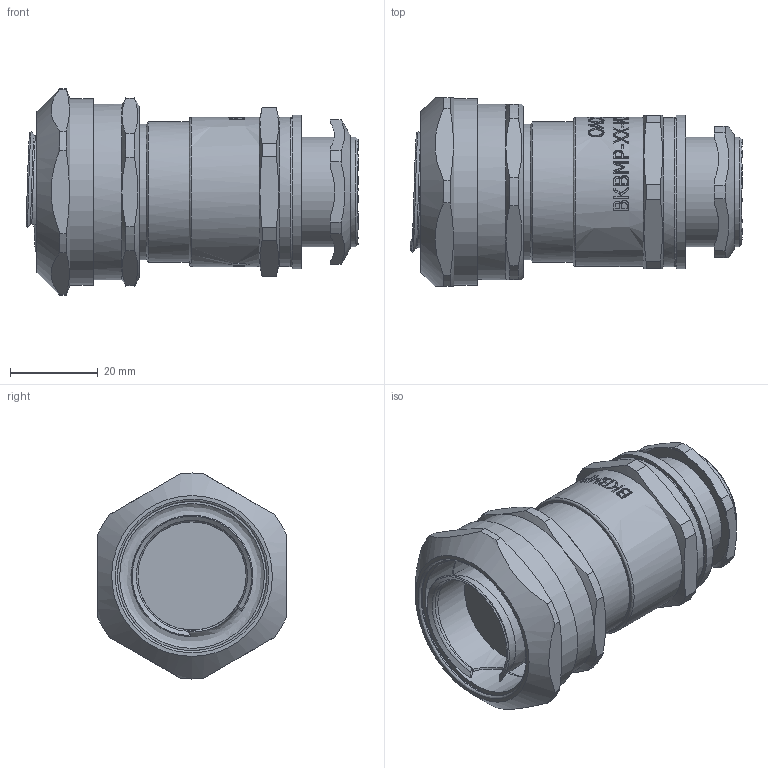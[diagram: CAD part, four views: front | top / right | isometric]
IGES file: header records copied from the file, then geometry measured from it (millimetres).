
Global section: file name: ВКВМР М25-25; native system: Autodesk Inventor 2015; preprocessor: unknown; author: Борисов Е.В.,,11,0,; ; date: 20160917.162243; units: centimetre
Bounding box: 75.71 x 43 x 47 mm (x, y, z)
Volume: 54048.1 mm3; surface area: 21466.2 mm2
Topology: 2 solids, 2 shells, 616 faces, 1676 edges, 1121 vertices
Faces by surface type: bspline 616
